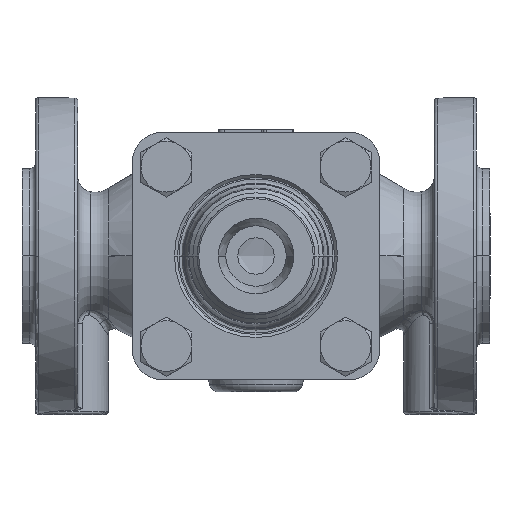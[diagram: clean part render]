
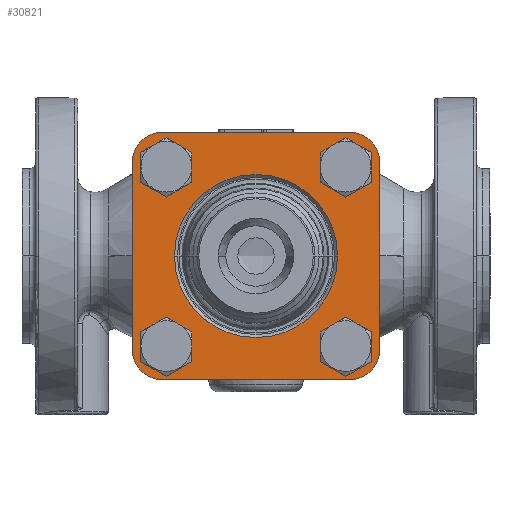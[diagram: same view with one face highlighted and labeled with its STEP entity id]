
A CAD part, front view. The second image highlights one B-rep face of the part: STEP entity #30821.
In plain terms, the highlighted planar face has unit normal (0, -1, 0).
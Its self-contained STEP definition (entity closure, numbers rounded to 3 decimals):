
#30372=CARTESIAN_POINT('',(-31.,0.,31.));
#30373=DIRECTION('',(0.,-1.,0.));
#30374=DIRECTION('',(0.,0.,1.));
#30375=AXIS2_PLACEMENT_3D('',#30372,#30373,#30374);
#30377=DIRECTION('',(1.,0.,0.));
#30378=VECTOR('',#30377,62.);
#30379=CARTESIAN_POINT('',(-31.,0.,41.));
#30380=LINE('',#30379,#30378);
#30381=CARTESIAN_POINT('',(31.,0.,31.));
#30382=DIRECTION('',(0.,-1.,0.));
#30383=DIRECTION('',(1.,0.,0.));
#30384=AXIS2_PLACEMENT_3D('',#30381,#30382,#30383);
#30386=DIRECTION('',(0.,0.,-1.));
#30387=VECTOR('',#30386,62.);
#30388=CARTESIAN_POINT('',(41.,0.,31.));
#30389=LINE('',#30388,#30387);
#30390=CARTESIAN_POINT('',(31.,0.,-31.));
#30391=DIRECTION('',(0.,-1.,0.));
#30392=DIRECTION('',(0.,0.,-1.));
#30393=AXIS2_PLACEMENT_3D('',#30390,#30391,#30392);
#30395=DIRECTION('',(-1.,0.,0.));
#30396=VECTOR('',#30395,62.);
#30397=CARTESIAN_POINT('',(31.,0.,-41.));
#30398=LINE('',#30397,#30396);
#30399=CARTESIAN_POINT('',(-31.,0.,-31.));
#30400=DIRECTION('',(0.,-1.,0.));
#30401=DIRECTION('',(-1.,0.,0.));
#30402=AXIS2_PLACEMENT_3D('',#30399,#30400,#30401);
#30404=DIRECTION('',(0.,0.,1.));
#30405=VECTOR('',#30404,62.);
#30406=CARTESIAN_POINT('',(-41.,0.,-31.));
#30407=LINE('',#30406,#30405);
#30408=CARTESIAN_POINT('',(0.,0.,
0.));
#30409=DIRECTION('',(0.,1.,0.));
#30410=DIRECTION('',(1.,0.,0.));
#30411=AXIS2_PLACEMENT_3D('',#30408,#30409,#30410);
#30413=CARTESIAN_POINT('',(0.,0.,
0.));
#30414=DIRECTION('',(0.,1.,0.));
#30415=DIRECTION('',(-1.,0.,0.));
#30416=AXIS2_PLACEMENT_3D('',#30413,#30414,#30415);
#30418=CARTESIAN_POINT('',(-29.698,0.,29.698));
#30419=DIRECTION('',(0.,-1.,0.));
#30420=DIRECTION('',(1.,0.,0.));
#30421=AXIS2_PLACEMENT_3D('',#30418,#30419,#30420);
#30423=CARTESIAN_POINT('',(-29.698,0.,29.698));
#30424=DIRECTION('',(0.,-1.,0.));
#30425=DIRECTION('',(-1.,0.,0.));
#30426=AXIS2_PLACEMENT_3D('',#30423,#30424,#30425);
#30428=CARTESIAN_POINT('',(29.698,0.,29.698));
#30429=DIRECTION('',(0.,-1.,0.));
#30430=DIRECTION('',(1.,0.,0.));
#30431=AXIS2_PLACEMENT_3D('',#30428,#30429,#30430);
#30433=CARTESIAN_POINT('',(29.698,0.,29.698));
#30434=DIRECTION('',(0.,-1.,0.));
#30435=DIRECTION('',(-1.,0.,0.));
#30436=AXIS2_PLACEMENT_3D('',#30433,#30434,#30435);
#30438=CARTESIAN_POINT('',(29.698,0.,-29.698));
#30439=DIRECTION('',(0.,-1.,0.));
#30440=DIRECTION('',(1.,0.,0.));
#30441=AXIS2_PLACEMENT_3D('',#30438,#30439,#30440);
#30443=CARTESIAN_POINT('',(29.698,0.,-29.698));
#30444=DIRECTION('',(0.,-1.,0.));
#30445=DIRECTION('',(-1.,0.,0.));
#30446=AXIS2_PLACEMENT_3D('',#30443,#30444,#30445);
#30448=CARTESIAN_POINT('',(-29.698,0.,-29.698));
#30449=DIRECTION('',(0.,-1.,0.));
#30450=DIRECTION('',(1.,0.,0.));
#30451=AXIS2_PLACEMENT_3D('',#30448,#30449,#30450);
#30453=CARTESIAN_POINT('',(-29.698,0.,-29.698));
#30454=DIRECTION('',(0.,-1.,0.));
#30455=DIRECTION('',(-1.,0.,0.));
#30456=AXIS2_PLACEMENT_3D('',#30453,#30454,#30455);
#30688=CARTESIAN_POINT('',(-31.,0.,41.));
#30689=CARTESIAN_POINT('',(-41.,0.,31.));
#30690=VERTEX_POINT('',#30688);
#30691=VERTEX_POINT('',#30689);
#30696=CARTESIAN_POINT('',(41.,0.,31.));
#30697=CARTESIAN_POINT('',(31.,0.,41.));
#30698=VERTEX_POINT('',#30696);
#30699=VERTEX_POINT('',#30697);
#30704=CARTESIAN_POINT('',(31.,0.,-41.));
#30705=CARTESIAN_POINT('',(41.,0.,-31.));
#30706=VERTEX_POINT('',#30704);
#30707=VERTEX_POINT('',#30705);
#30712=CARTESIAN_POINT('',(-41.,0.,-31.));
#30713=CARTESIAN_POINT('',(-31.,0.,-41.));
#30714=VERTEX_POINT('',#30712);
#30715=VERTEX_POINT('',#30713);
#30728=CARTESIAN_POINT('',(27.,0.,0.));
#30729=CARTESIAN_POINT('',(-27.,0.,0.));
#30730=VERTEX_POINT('',#30728);
#30731=VERTEX_POINT('',#30729);
#30736=CARTESIAN_POINT('',(-23.948,0.,29.698));
#30737=CARTESIAN_POINT('',(-35.448,0.,29.698));
#30738=VERTEX_POINT('',#30736);
#30739=VERTEX_POINT('',#30737);
#30744=CARTESIAN_POINT('',(35.448,0.,29.698));
#30745=CARTESIAN_POINT('',(23.948,0.,29.698));
#30746=VERTEX_POINT('',#30744);
#30747=VERTEX_POINT('',#30745);
#30752=CARTESIAN_POINT('',(35.448,0.,-29.698));
#30753=CARTESIAN_POINT('',(23.948,0.,-29.698));
#30754=VERTEX_POINT('',#30752);
#30755=VERTEX_POINT('',#30753);
#30760=CARTESIAN_POINT('',(-23.948,0.,-29.698));
#30761=CARTESIAN_POINT('',(-35.448,0.,-29.698));
#30762=VERTEX_POINT('',#30760);
#30763=VERTEX_POINT('',#30761);
#30768=CARTESIAN_POINT('',(0.,0.,0.));
#30769=DIRECTION('',(0.,1.,0.));
#30770=DIRECTION('',(1.,0.,0.));
#30771=AXIS2_PLACEMENT_3D('',#30768,#30769,#30770);
#30772=PLANE('',#30771);
#30774=ORIENTED_EDGE('',*,*,#30773,.F.);
#30776=ORIENTED_EDGE('',*,*,#30775,.T.);
#30778=ORIENTED_EDGE('',*,*,#30777,.F.);
#30780=ORIENTED_EDGE('',*,*,#30779,.T.);
#30782=ORIENTED_EDGE('',*,*,#30781,.F.);
#30784=ORIENTED_EDGE('',*,*,#30783,.T.);
#30786=ORIENTED_EDGE('',*,*,#30785,.F.);
#30788=ORIENTED_EDGE('',*,*,#30787,.T.);
#30789=EDGE_LOOP('',(#30774,#30776,#30778,#30780,#30782,#30784,#30786,#30788));
#30790=FACE_OUTER_BOUND('',#30789,.F.);
#30792=ORIENTED_EDGE('',*,*,#30791,.F.);
#30794=ORIENTED_EDGE('',*,*,#30793,.F.);
#30795=EDGE_LOOP('',(#30792,#30794));
#30796=FACE_BOUND('',#30795,.F.);
#30798=ORIENTED_EDGE('',*,*,#30797,.T.);
#30800=ORIENTED_EDGE('',*,*,#30799,.T.);
#30801=EDGE_LOOP('',(#30798,#30800));
#30802=FACE_BOUND('',#30801,.F.);
#30804=ORIENTED_EDGE('',*,*,#30803,.T.);
#30806=ORIENTED_EDGE('',*,*,#30805,.T.);
#30807=EDGE_LOOP('',(#30804,#30806));
#30808=FACE_BOUND('',#30807,.F.);
#30810=ORIENTED_EDGE('',*,*,#30809,.T.);
#30812=ORIENTED_EDGE('',*,*,#30811,.T.);
#30813=EDGE_LOOP('',(#30810,#30812));
#30814=FACE_BOUND('',#30813,.F.);
#30816=ORIENTED_EDGE('',*,*,#30815,.T.);
#30818=ORIENTED_EDGE('',*,*,#30817,.T.);
#30819=EDGE_LOOP('',(#30816,#30818));
#30820=FACE_BOUND('',#30819,.F.);
#30821=ADVANCED_FACE('',(#30790,#30796,#30802,#30808,#30814,#30820),#30772,.F.);
#30376=CIRCLE('',#30375,10.);
#30385=CIRCLE('',#30384,10.);
#30394=CIRCLE('',#30393,10.);
#30403=CIRCLE('',#30402,10.);
#30412=CIRCLE('',#30411,27.);
#30417=CIRCLE('',#30416,27.);
#30422=CIRCLE('',#30421,5.75);
#30427=CIRCLE('',#30426,5.75);
#30432=CIRCLE('',#30431,5.75);
#30437=CIRCLE('',#30436,5.75);
#30442=CIRCLE('',#30441,5.75);
#30447=CIRCLE('',#30446,5.75);
#30452=CIRCLE('',#30451,5.75);
#30457=CIRCLE('',#30456,5.75);
#30773=EDGE_CURVE('',#30690,#30691,#30376,.T.);
#30775=EDGE_CURVE('',#30690,#30699,#30380,.T.);
#30777=EDGE_CURVE('',#30698,#30699,#30385,.T.);
#30779=EDGE_CURVE('',#30698,#30707,#30389,.T.);
#30781=EDGE_CURVE('',#30706,#30707,#30394,.T.);
#30783=EDGE_CURVE('',#30706,#30715,#30398,.T.);
#30785=EDGE_CURVE('',#30714,#30715,#30403,.T.);
#30787=EDGE_CURVE('',#30714,#30691,#30407,.T.);
#30791=EDGE_CURVE('',#30730,#30731,#30412,.T.);
#30793=EDGE_CURVE('',#30731,#30730,#30417,.T.);
#30797=EDGE_CURVE('',#30738,#30739,#30422,.T.);
#30799=EDGE_CURVE('',#30739,#30738,#30427,.T.);
#30803=EDGE_CURVE('',#30746,#30747,#30432,.T.);
#30805=EDGE_CURVE('',#30747,#30746,#30437,.T.);
#30809=EDGE_CURVE('',#30754,#30755,#30442,.T.);
#30811=EDGE_CURVE('',#30755,#30754,#30447,.T.);
#30815=EDGE_CURVE('',#30762,#30763,#30452,.T.);
#30817=EDGE_CURVE('',#30763,#30762,#30457,.T.);
